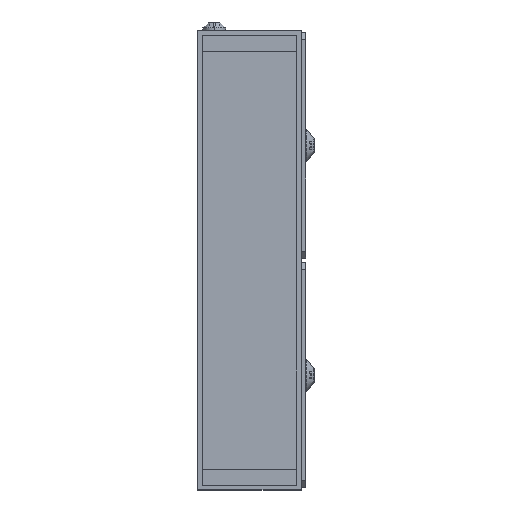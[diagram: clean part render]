
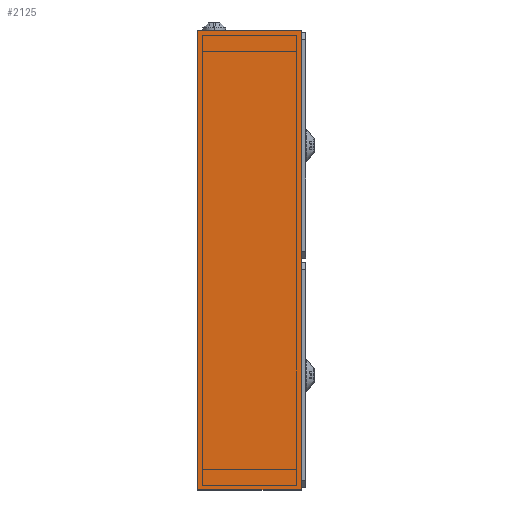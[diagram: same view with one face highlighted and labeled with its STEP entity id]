
A CAD part, left-side view. The second image highlights one B-rep face of the part: STEP entity #2125.
In plain terms, the highlighted planar face has unit normal (-1, 0, 0).
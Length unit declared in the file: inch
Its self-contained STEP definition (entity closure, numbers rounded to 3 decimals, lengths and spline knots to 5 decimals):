
#125 = CARTESIAN_POINT ( 'NONE',  ( -15.70866, -9.42913, 5.90551 ) ) ;
#144 = CARTESIAN_POINT ( 'NONE',  ( -15.70866, -11.12197, 5.5315 ) ) ;
#373 = CARTESIAN_POINT ( 'NONE',  ( -15.70866, -11.20079, 5.90551 ) ) ;
#457 = EDGE_LOOP ( 'NONE', ( #3869, #20121, #11991, #17425 ) ) ;
#461 = LINE ( 'NONE', #11531, #2528 ) ;
#665 = VECTOR ( 'NONE', #17652, 39.37008 ) ;
#797 = LINE ( 'NONE', #15347, #22946 ) ;
#879 = LINE ( 'NONE', #8215, #6804 ) ;
#899 = PLANE ( 'NONE',  #21027 ) ;
#1159 = CARTESIAN_POINT ( 'NONE',  ( -15.70866, -11.12205, 5.55118 ) ) ;
#1206 = EDGE_CURVE ( 'NONE', #15728, #21552, #16608, .T. ) ;
#1538 = VECTOR ( 'NONE', #4971, 39.37008 ) ;
#1745 = CARTESIAN_POINT ( 'NONE',  ( -15.70866, -9.42913, 5.90551 ) ) ;
#1787 = CARTESIAN_POINT ( 'NONE',  ( -15.70866, -11.20079, -1.59449 ) ) ;
#1817 = DIRECTION ( 'NONE',  ( 0., 1., 0. ) ) ;
#1878 = EDGE_CURVE ( 'NONE', #11185, #19319, #12578, .T. ) ;
#2125 = ADVANCED_FACE ( 'NONE', ( #11845, #2716, #20638 ), #899, .T. ) ;
#2528 = VECTOR ( 'NONE', #20675, 39.37008 ) ;
#2716 = FACE_OUTER_BOUND ( 'NONE', #3769, .T. ) ;
#3759 = VERTEX_POINT ( 'NONE', #1159 ) ;
#3769 = EDGE_LOOP ( 'NONE', ( #11484, #7252, #11458, #15261 ) ) ;
#3869 = ORIENTED_EDGE ( 'NONE', *, *, #17178, .T. ) ;
#4104 = EDGE_CURVE ( 'NONE', #5401, #11185, #15940, .T. ) ;
#4123 = VECTOR ( 'NONE', #22939, 39.37008 ) ;
#4482 = DIRECTION ( 'NONE',  ( 0., 0., 1. ) ) ;
#4971 = DIRECTION ( 'NONE',  ( 0., 1., 0. ) ) ;
#5099 = EDGE_CURVE ( 'NONE', #22953, #9349, #13897, .T. ) ;
#5401 = VERTEX_POINT ( 'NONE', #5835 ) ;
#5417 = EDGE_LOOP ( 'NONE', ( #6717, #22756, #22699, #9346 ) ) ;
#5500 = EDGE_CURVE ( 'NONE', #17176, #5813, #879, .T. ) ;
#5765 = VECTOR ( 'NONE', #17634, 39.37008 ) ;
#5813 = VERTEX_POINT ( 'NONE', #7371 ) ;
#5835 = CARTESIAN_POINT ( 'NONE',  ( -15.70866, -11.12205, 5.5315 ) ) ;
#6186 = DIRECTION ( 'NONE',  ( 0., 1., 0. ) ) ;
#6717 = ORIENTED_EDGE ( 'NONE', *, *, #20702, .T. ) ;
#6772 = CARTESIAN_POINT ( 'NONE',  ( -15.70866, -9.42913, -1.61417 ) ) ;
#6804 = VECTOR ( 'NONE', #9897, 39.37008 ) ;
#7252 = ORIENTED_EDGE ( 'NONE', *, *, #15482, .T. ) ;
#7371 = CARTESIAN_POINT ( 'NONE',  ( -15.70866, -11.20079, -1.9685 ) ) ;
#7691 = CARTESIAN_POINT ( 'NONE',  ( -15.70866, -9.42913, -1.9685 ) ) ;
#8215 = CARTESIAN_POINT ( 'NONE',  ( -15.70866, -9.42913, -1.9685 ) ) ;
#8233 = DIRECTION ( 'NONE',  ( -1., 0., 0. ) ) ;
#8234 = EDGE_CURVE ( 'NONE', #9349, #15478, #17596, .T. ) ;
#8791 = VECTOR ( 'NONE', #4482, 39.37008 ) ;
#9084 = CARTESIAN_POINT ( 'NONE',  ( -15.70866, -9.42913, 1.9685 ) ) ;
#9188 = CARTESIAN_POINT ( 'NONE',  ( -15.70866, -11.12205, -1.59449 ) ) ;
#9346 = ORIENTED_EDGE ( 'NONE', *, *, #18580, .F. ) ;
#9349 = VERTEX_POINT ( 'NONE', #21759 ) ;
#9550 = CARTESIAN_POINT ( 'NONE',  ( -15.70866, -9.42913, 5.55118 ) ) ;
#9897 = DIRECTION ( 'NONE',  ( 0., -1., 0. ) ) ;
#10158 = CARTESIAN_POINT ( 'NONE',  ( -15.70866, -11.12205, 1.9685 ) ) ;
#10572 = CARTESIAN_POINT ( 'NONE',  ( -15.70866, -11.12197, -1.59449 ) ) ;
#11185 = VERTEX_POINT ( 'NONE', #144 ) ;
#11456 = VECTOR ( 'NONE', #16583, 39.37008 ) ;
#11458 = ORIENTED_EDGE ( 'NONE', *, *, #1206, .T. ) ;
#11484 = ORIENTED_EDGE ( 'NONE', *, *, #5500, .T. ) ;
#11531 = CARTESIAN_POINT ( 'NONE',  ( -15.70866, -11.12205, 1.9685 ) ) ;
#11845 = FACE_BOUND ( 'NONE', #457, .T. ) ;
#11859 = CARTESIAN_POINT ( 'NONE',  ( -15.70866, -9.42913, 5.5315 ) ) ;
#11991 = ORIENTED_EDGE ( 'NONE', *, *, #8234, .T. ) ;
#12578 = LINE ( 'NONE', #15953, #665 ) ;
#13768 = CARTESIAN_POINT ( 'NONE',  ( -15.70866, -9.42913, 1.9685 ) ) ;
#13897 = LINE ( 'NONE', #10158, #4123 ) ;
#14376 = VECTOR ( 'NONE', #6186, 39.37008 ) ;
#15017 = LINE ( 'NONE', #1787, #11456 ) ;
#15261 = ORIENTED_EDGE ( 'NONE', *, *, #21542, .T. ) ;
#15347 = CARTESIAN_POINT ( 'NONE',  ( -15.70866, -11.12197, 5.57087 ) ) ;
#15430 = LINE ( 'NONE', #17357, #8791 ) ;
#15478 = VERTEX_POINT ( 'NONE', #17102 ) ;
#15482 = EDGE_CURVE ( 'NONE', #5813, #15728, #15430, .T. ) ;
#15728 = VERTEX_POINT ( 'NONE', #373 ) ;
#15940 = LINE ( 'NONE', #11859, #5765 ) ;
#15953 = CARTESIAN_POINT ( 'NONE',  ( -15.70866, -11.12197, 5.57087 ) ) ;
#16583 = DIRECTION ( 'NONE',  ( 0., -1., 0. ) ) ;
#16608 = LINE ( 'NONE', #125, #21841 ) ;
#16650 = LINE ( 'NONE', #9084, #20642 ) ;
#16761 = DIRECTION ( 'NONE',  ( 0., 0., -1. ) ) ;
#17102 = CARTESIAN_POINT ( 'NONE',  ( -15.70866, -11.12197, -1.61417 ) ) ;
#17122 = VERTEX_POINT ( 'NONE', #10572 ) ;
#17176 = VERTEX_POINT ( 'NONE', #7691 ) ;
#17178 = EDGE_CURVE ( 'NONE', #17122, #22953, #15017, .T. ) ;
#17357 = CARTESIAN_POINT ( 'NONE',  ( -15.70866, -11.20079, 1.9685 ) ) ;
#17425 = ORIENTED_EDGE ( 'NONE', *, *, #21169, .T. ) ;
#17596 = LINE ( 'NONE', #6772, #1538 ) ;
#17634 = DIRECTION ( 'NONE',  ( 0., 1., 0. ) ) ;
#17652 = DIRECTION ( 'NONE',  ( 0., 0., 1. ) ) ;
#18580 = EDGE_CURVE ( 'NONE', #3759, #19319, #20742, .T. ) ;
#19317 = DIRECTION ( 'NONE',  ( 0., 0., 1. ) ) ;
#19319 = VERTEX_POINT ( 'NONE', #21667 ) ;
#20121 = ORIENTED_EDGE ( 'NONE', *, *, #5099, .T. ) ;
#20638 = FACE_BOUND ( 'NONE', #5417, .T. ) ;
#20642 = VECTOR ( 'NONE', #16761, 39.37008 ) ;
#20675 = DIRECTION ( 'NONE',  ( 0., 0., -1. ) ) ;
#20702 = EDGE_CURVE ( 'NONE', #3759, #5401, #461, .T. ) ;
#20742 = LINE ( 'NONE', #9550, #14376 ) ;
#21027 = AXIS2_PLACEMENT_3D ( 'NONE', #13768, #8233, #22937 ) ;
#21169 = EDGE_CURVE ( 'NONE', #15478, #17122, #797, .T. ) ;
#21542 = EDGE_CURVE ( 'NONE', #21552, #17176, #16650, .T. ) ;
#21552 = VERTEX_POINT ( 'NONE', #1745 ) ;
#21667 = CARTESIAN_POINT ( 'NONE',  ( -15.70866, -11.12197, 5.55118 ) ) ;
#21759 = CARTESIAN_POINT ( 'NONE',  ( -15.70866, -11.12205, -1.61417 ) ) ;
#21841 = VECTOR ( 'NONE', #1817, 39.37008 ) ;
#22699 = ORIENTED_EDGE ( 'NONE', *, *, #1878, .T. ) ;
#22756 = ORIENTED_EDGE ( 'NONE', *, *, #4104, .T. ) ;
#22937 = DIRECTION ( 'NONE',  ( 0., -1., 0. ) ) ;
#22939 = DIRECTION ( 'NONE',  ( 0., 0., -1. ) ) ;
#22946 = VECTOR ( 'NONE', #19317, 39.37008 ) ;
#22953 = VERTEX_POINT ( 'NONE', #9188 ) ;
